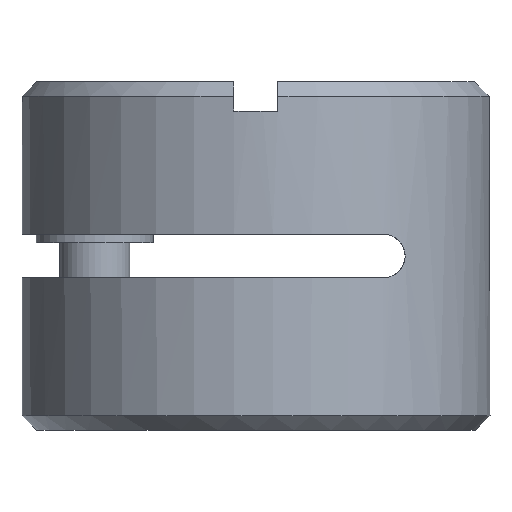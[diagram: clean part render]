
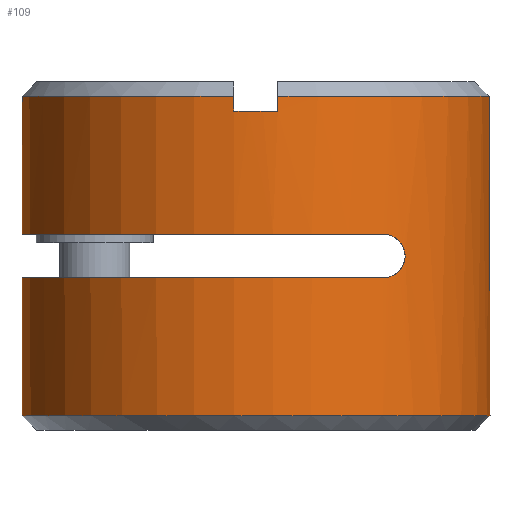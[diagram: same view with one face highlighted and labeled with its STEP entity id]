
A CAD part, front view. The second image highlights one B-rep face of the part: STEP entity #109.
In plain terms, the highlighted cylindrical face has radius 8 mm (diameter 16 mm), a full revolution.
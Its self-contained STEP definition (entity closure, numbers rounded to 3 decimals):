
#109 = ADVANCED_FACE( '', ( #224, #225, #226 ), #227, .T. );
#224 = FACE_OUTER_BOUND( '', #332, .T. );
#225 = FACE_OUTER_BOUND( '', #333, .T. );
#226 = FACE_BOUND( '', #334, .T. );
#227 = CYLINDRICAL_SURFACE( '', #335, 8. );
#332 = EDGE_LOOP( '', ( #571, #572, #573, #574, #575, #576, #577, #578 ) );
#333 = EDGE_LOOP( '', ( #579 ) );
#334 = EDGE_LOOP( '', ( #580, #581, #582, #583 ) );
#335 = AXIS2_PLACEMENT_3D( '', #584, #585, #586 );
#571 = ORIENTED_EDGE( '', *, *, #614, .F. );
#572 = ORIENTED_EDGE( '', *, *, #657, .T. );
#573 = ORIENTED_EDGE( '', *, *, #674, .F. );
#574 = ORIENTED_EDGE( '', *, *, #660, .F. );
#575 = ORIENTED_EDGE( '', *, *, #597, .F. );
#576 = ORIENTED_EDGE( '', *, *, #667, .T. );
#577 = ORIENTED_EDGE( '', *, *, #644, .F. );
#578 = ORIENTED_EDGE( '', *, *, #588, .F. );
#579 = ORIENTED_EDGE( '', *, *, #652, .T. );
#580 = ORIENTED_EDGE( '', *, *, #626, .F. );
#581 = ORIENTED_EDGE( '', *, *, #622, .F. );
#582 = ORIENTED_EDGE( '', *, *, #681, .F. );
#583 = ORIENTED_EDGE( '', *, *, #676, .F. );
#584 = CARTESIAN_POINT( '', ( 0., 0., 5.95 ) );
#585 = DIRECTION( '', ( 0., 0., 1. ) );
#586 = DIRECTION( '', ( -1., 0., 0. ) );
#588 = EDGE_CURVE( '', #684, #685, #686, .T. );
#597 = EDGE_CURVE( '', #700, #702, #703, .T. );
#614 = EDGE_CURVE( '', #729, #684, #731, .T. );
#622 = EDGE_CURVE( '', #742, #744, #745, .T. );
#626 = EDGE_CURVE( '', #744, #750, #751, .T. );
#644 = EDGE_CURVE( '', #685, #778, #779, .F. );
#652 = EDGE_CURVE( '', #789, #789, #790, .T. );
#657 = EDGE_CURVE( '', #729, #795, #797, .F. );
#660 = EDGE_CURVE( '', #702, #800, #801, .T. );
#667 = EDGE_CURVE( '', #700, #778, #809, .F. );
#674 = EDGE_CURVE( '', #800, #795, #817, .F. );
#676 = EDGE_CURVE( '', #750, #819, #820, .T. );
#681 = EDGE_CURVE( '', #819, #742, #825, .T. );
#684 = VERTEX_POINT( '', #828 );
#685 = VERTEX_POINT( '', #829 );
#686 = CIRCLE( '', #830, 8. );
#700 = VERTEX_POINT( '', #851 );
#702 = VERTEX_POINT( '', #856 );
#703 = LINE( '', #857, #858 );
#729 = VERTEX_POINT( '', #908 );
#731 = LINE( '', #913, #914 );
#742 = VERTEX_POINT( '', #935 );
#744 = VERTEX_POINT( '', #938 );
#745 = B_SPLINE_CURVE_WITH_KNOTS( '', 3, ( #939, #940, #941, #942, #943, #944, #945, #946, #947, #948, #949, #950, #951, #952, #953, #954 ), .UNSPECIFIED., .F., .F., ( 4, 2, 2, 2, 2, 2, 2, 4 ), ( 0., 0., 0.001, 0.001, 0.001, 0.002, 0.002, 0.003 ), .UNSPECIFIED. );
#750 = VERTEX_POINT( '', #960 );
#751 = CIRCLE( '', #961, 8. );
#778 = VERTEX_POINT( '', #1004 );
#779 = LINE( '', #1005, #1006 );
#789 = VERTEX_POINT( '', #1022 );
#790 = CIRCLE( '', #1023, 8. );
#795 = VERTEX_POINT( '', #1028 );
#797 = CIRCLE( '', #1033, 8. );
#800 = VERTEX_POINT( '', #1036 );
#801 = CIRCLE( '', #1037, 8. );
#809 = CIRCLE( '', #1049, 8. );
#817 = LINE( '', #1057, #1058 );
#819 = VERTEX_POINT( '', #1060 );
#820 = B_SPLINE_CURVE_WITH_KNOTS( '', 3, ( #1061, #1062, #1063, #1064, #1065, #1066, #1067, #1068, #1069, #1070, #1071, #1072, #1073, #1074, #1075, #1076 ), .UNSPECIFIED., .F., .F., ( 4, 2, 2, 2, 2, 2, 2, 4 ), ( 0., 0., 0.001, 0.001, 0.001, 0.002, 0.002, 0.003 ), .UNSPECIFIED. );
#825 = CIRCLE( '', #1082, 8. );
#828 = CARTESIAN_POINT( '', ( -0.75, -7.965, 4.95 ) );
#829 = CARTESIAN_POINT( '', ( 0.75, -7.965, 4.95 ) );
#830 = AXIS2_PLACEMENT_3D( '', #1084, #1085, #1086 );
#851 = CARTESIAN_POINT( '', ( 0.75, 7.965, 5.45 ) );
#856 = CARTESIAN_POINT( '', ( 0.75, 7.965, 4.95 ) );
#857 = CARTESIAN_POINT( '', ( 0.75, 7.965, 5.95 ) );
#858 = VECTOR( '', #1094, 1000. );
#908 = CARTESIAN_POINT( '', ( -0.75, -7.965, 5.45 ) );
#913 = CARTESIAN_POINT( '', ( -0.75, -7.965, 5.95 ) );
#914 = VECTOR( '', #1115, 1000. );
#935 = CARTESIAN_POINT( '', ( 4.35, -6.714, -0.75 ) );
#938 = CARTESIAN_POINT( '', ( 4.35, -6.714, 0.75 ) );
#939 = CARTESIAN_POINT( '', ( 4.35, -6.714, -0.75 ) );
#940 = CARTESIAN_POINT( '', ( 4.443, -6.654, -0.75 ) );
#941 = CARTESIAN_POINT( '', ( 4.532, -6.593, -0.733 ) );
#942 = CARTESIAN_POINT( '', ( 4.703, -6.472, -0.668 ) );
#943 = CARTESIAN_POINT( '', ( 4.783, -6.413, -0.62 ) );
#944 = CARTESIAN_POINT( '', ( 4.924, -6.305, -0.492 ) );
#945 = CARTESIAN_POINT( '', ( 4.986, -6.257, -0.411 ) );
#946 = CARTESIAN_POINT( '', ( 5.074, -6.185, -0.221 ) );
#947 = CARTESIAN_POINT( '', ( 5.1, -6.164, -0.112 ) );
#948 = CARTESIAN_POINT( '', ( 5.1, -6.163, 0.107 ) );
#949 = CARTESIAN_POINT( '', ( 5.075, -6.184, 0.217 ) );
#950 = CARTESIAN_POINT( '', ( 4.988, -6.255, 0.408 ) );
#951 = CARTESIAN_POINT( '', ( 4.927, -6.304, 0.489 ) );
#952 = CARTESIAN_POINT( '', ( 4.716, -6.465, 0.682 ) );
#953 = CARTESIAN_POINT( '', ( 4.536, -6.593, 0.75 ) );
#954 = CARTESIAN_POINT( '', ( 4.35, -6.714, 0.75 ) );
#960 = CARTESIAN_POINT( '', ( 4.35, 6.714, 0.75 ) );
#961 = AXIS2_PLACEMENT_3D( '', #1128, #1129, #1130 );
#1004 = CARTESIAN_POINT( '', ( 0.75, -7.965, 5.45 ) );
#1005 = CARTESIAN_POINT( '', ( 0.75, -7.965, 5.95 ) );
#1006 = VECTOR( '', #1156, 1000. );
#1022 = CARTESIAN_POINT( '', ( 8., 0., -5.45 ) );
#1023 = AXIS2_PLACEMENT_3D( '', #1163, #1164, #1165 );
#1028 = CARTESIAN_POINT( '', ( -0.75, 7.965, 5.45 ) );
#1033 = AXIS2_PLACEMENT_3D( '', #1169, #1170, #1171 );
#1036 = CARTESIAN_POINT( '', ( -0.75, 7.965, 4.95 ) );
#1037 = AXIS2_PLACEMENT_3D( '', #1172, #1173, #1174 );
#1049 = AXIS2_PLACEMENT_3D( '', #1179, #1180, #1181 );
#1057 = CARTESIAN_POINT( '', ( -0.75, 7.965, 5.95 ) );
#1058 = VECTOR( '', #1191, 1000. );
#1060 = CARTESIAN_POINT( '', ( 4.35, 6.714, -0.75 ) );
#1061 = CARTESIAN_POINT( '', ( 4.35, 6.714, 0.75 ) );
#1062 = CARTESIAN_POINT( '', ( 4.443, 6.654, 0.75 ) );
#1063 = CARTESIAN_POINT( '', ( 4.532, 6.593, 0.733 ) );
#1064 = CARTESIAN_POINT( '', ( 4.703, 6.472, 0.668 ) );
#1065 = CARTESIAN_POINT( '', ( 4.783, 6.413, 0.62 ) );
#1066 = CARTESIAN_POINT( '', ( 4.924, 6.305, 0.492 ) );
#1067 = CARTESIAN_POINT( '', ( 4.986, 6.257, 0.411 ) );
#1068 = CARTESIAN_POINT( '', ( 5.074, 6.185, 0.221 ) );
#1069 = CARTESIAN_POINT( '', ( 5.1, 6.164, 0.112 ) );
#1070 = CARTESIAN_POINT( '', ( 5.1, 6.163, -0.107 ) );
#1071 = CARTESIAN_POINT( '', ( 5.075, 6.184, -0.217 ) );
#1072 = CARTESIAN_POINT( '', ( 4.988, 6.255, -0.408 ) );
#1073 = CARTESIAN_POINT( '', ( 4.927, 6.304, -0.489 ) );
#1074 = CARTESIAN_POINT( '', ( 4.716, 6.465, -0.682 ) );
#1075 = CARTESIAN_POINT( '', ( 4.536, 6.593, -0.75 ) );
#1076 = CARTESIAN_POINT( '', ( 4.35, 6.714, -0.75 ) );
#1082 = AXIS2_PLACEMENT_3D( '', #1193, #1194, #1195 );
#1084 = CARTESIAN_POINT( '', ( 0., 0., 4.95 ) );
#1085 = DIRECTION( '', ( 0., 0., 1. ) );
#1086 = DIRECTION( '', ( 1., 0., 0. ) );
#1094 = DIRECTION( '', ( 0., 0., -1. ) );
#1115 = DIRECTION( '', ( 0., 0., -1. ) );
#1128 = CARTESIAN_POINT( '', ( 0., 0., 0.75 ) );
#1129 = DIRECTION( '', ( 0., 0., -1. ) );
#1130 = DIRECTION( '', ( -1., 0., 0. ) );
#1156 = DIRECTION( '', ( 0., 0., -1. ) );
#1163 = CARTESIAN_POINT( '', ( 0., 0., -5.45 ) );
#1164 = DIRECTION( '', ( 0., 0., 1. ) );
#1165 = DIRECTION( '', ( 1., 0., 0. ) );
#1169 = CARTESIAN_POINT( '', ( 0., 0., 5.45 ) );
#1170 = DIRECTION( '', ( 0., 0., 1. ) );
#1171 = DIRECTION( '', ( 1., 0., 0. ) );
#1172 = CARTESIAN_POINT( '', ( 0., 0., 4.95 ) );
#1173 = DIRECTION( '', ( 0., 0., 1. ) );
#1174 = DIRECTION( '', ( 1., 0., 0. ) );
#1179 = CARTESIAN_POINT( '', ( 0., 0., 5.45 ) );
#1180 = DIRECTION( '', ( 0., 0., 1. ) );
#1181 = DIRECTION( '', ( 1., 0., 0. ) );
#1191 = DIRECTION( '', ( 0., 0., -1. ) );
#1193 = CARTESIAN_POINT( '', ( 0., 0., -0.75 ) );
#1194 = DIRECTION( '', ( 0., 0., 1. ) );
#1195 = DIRECTION( '', ( 1., 0., 0. ) );
